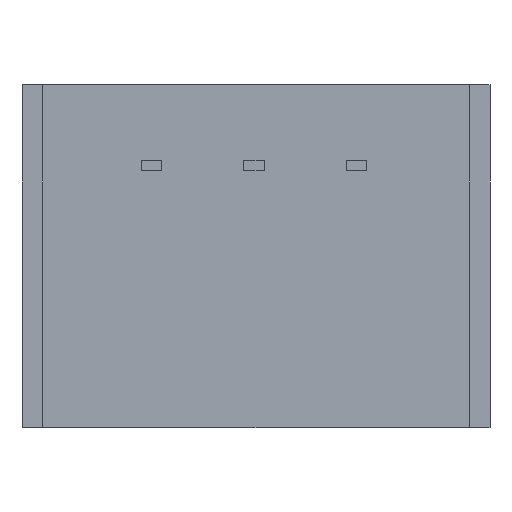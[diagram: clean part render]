
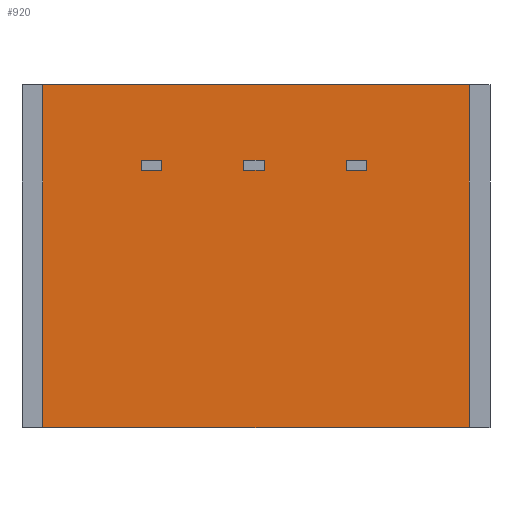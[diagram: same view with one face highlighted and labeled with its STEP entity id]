
A CAD part, front view. The second image highlights one B-rep face of the part: STEP entity #920.
In plain terms, the highlighted planar face has unit normal (0, -1, 0).
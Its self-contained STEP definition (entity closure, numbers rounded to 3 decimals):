
#2 = LINE ( 'NONE', #13319, #3149 ) ;
#6 = ORIENTED_EDGE ( 'NONE', *, *, #6559, .F. ) ;
#24 = VERTEX_POINT ( 'NONE', #11057 ) ;
#422 = EDGE_CURVE ( 'NONE', #16073, #12673, #16465, .T. ) ;
#448 = CARTESIAN_POINT ( 'NONE',  ( 0.51, 0.51, 0. ) ) ;
#476 = CARTESIAN_POINT ( 'NONE',  ( 2.96, 0.51, -1.875 ) ) ;
#478 = VECTOR ( 'NONE', #6150, 1000. ) ;
#499 = LINE ( 'NONE', #9411, #13875 ) ;
#608 = ORIENTED_EDGE ( 'NONE', *, *, #14406, .F. ) ;
#651 = EDGE_CURVE ( 'NONE', #1553, #4320, #2264, .T. ) ;
#780 = LINE ( 'NONE', #16928, #14369 ) ;
#920 = ADVANCED_FACE ( 'NONE', ( #14565, #11188, #17048, #14995 ), #11044, .T. ) ;
#1553 = VERTEX_POINT ( 'NONE', #448 ) ;
#1621 = VECTOR ( 'NONE', #3768, 1000. ) ;
#1648 = CARTESIAN_POINT ( 'NONE',  ( 0.51, 0.51, -8.5 ) ) ;
#1730 = LINE ( 'NONE', #10019, #8324 ) ;
#2026 = LINE ( 'NONE', #9636, #16033 ) ;
#2052 = VERTEX_POINT ( 'NONE', #8582 ) ;
#2264 = LINE ( 'NONE', #9915, #16244 ) ;
#2631 = CARTESIAN_POINT ( 'NONE',  ( 8.54, 0.51, -2.125 ) ) ;
#2666 = ORIENTED_EDGE ( 'NONE', *, *, #8061, .F. ) ;
#2680 = DIRECTION ( 'NONE',  ( 0., -1., 0. ) ) ;
#2851 = CARTESIAN_POINT ( 'NONE',  ( 6., 0.51, -2.125 ) ) ;
#2953 = VERTEX_POINT ( 'NONE', #1648 ) ;
#3149 = VECTOR ( 'NONE', #13134, 1000. ) ;
#3187 = ORIENTED_EDGE ( 'NONE', *, *, #651, .F. ) ;
#3191 = EDGE_CURVE ( 'NONE', #3662, #2052, #3574, .T. ) ;
#3246 = CARTESIAN_POINT ( 'NONE',  ( 5.5, 0.51, -2.125 ) ) ;
#3428 = VECTOR ( 'NONE', #7955, 1000. ) ;
#3574 = LINE ( 'NONE', #9441, #17523 ) ;
#3624 = VECTOR ( 'NONE', #14355, 1000. ) ;
#3662 = VERTEX_POINT ( 'NONE', #7359 ) ;
#3768 = DIRECTION ( 'NONE',  ( 0., 0., -1. ) ) ;
#3919 = LINE ( 'NONE', #4006, #8366 ) ;
#3968 = ORIENTED_EDGE ( 'NONE', *, *, #15755, .F. ) ;
#3975 = LINE ( 'NONE', #7732, #11804 ) ;
#4006 = CARTESIAN_POINT ( 'NONE',  ( 6., 0.51, -1.875 ) ) ;
#4011 = CARTESIAN_POINT ( 'NONE',  ( 8.04, 0.51, -2.125 ) ) ;
#4148 = CARTESIAN_POINT ( 'NONE',  ( 11.09, 0.51, 0. ) ) ;
#4223 = DIRECTION ( 'NONE',  ( 1., 0., 0. ) ) ;
#4320 = VERTEX_POINT ( 'NONE', #4148 ) ;
#4356 = DIRECTION ( 'NONE',  ( 1., 0., 0. ) ) ;
#4635 = ORIENTED_EDGE ( 'NONE', *, *, #15523, .F. ) ;
#4784 = CARTESIAN_POINT ( 'NONE',  ( 11.09, 0.51, -8.5 ) ) ;
#5004 = ORIENTED_EDGE ( 'NONE', *, *, #7793, .T. ) ;
#5107 = LINE ( 'NONE', #13095, #3624 ) ;
#5582 = DIRECTION ( 'NONE',  ( -1., 0., 0. ) ) ;
#5847 = ORIENTED_EDGE ( 'NONE', *, *, #3191, .F. ) ;
#5883 = ORIENTED_EDGE ( 'NONE', *, *, #8580, .F. ) ;
#6030 = ORIENTED_EDGE ( 'NONE', *, *, #9900, .F. ) ;
#6107 = LINE ( 'NONE', #2851, #14613 ) ;
#6150 = DIRECTION ( 'NONE',  ( 1., 0., 0. ) ) ;
#6417 = EDGE_LOOP ( 'NONE', ( #6, #2666, #12934, #5847 ) ) ;
#6499 = CARTESIAN_POINT ( 'NONE',  ( 0.51, 0.51, -8.5 ) ) ;
#6505 = EDGE_CURVE ( 'NONE', #12503, #16073, #3919, .T. ) ;
#6559 = EDGE_CURVE ( 'NONE', #13754, #3662, #499, .T. ) ;
#6673 = VERTEX_POINT ( 'NONE', #9978 ) ;
#6829 = DIRECTION ( 'NONE',  ( 0., 0., 1. ) ) ;
#6873 = ORIENTED_EDGE ( 'NONE', *, *, #14221, .F. ) ;
#7048 = ORIENTED_EDGE ( 'NONE', *, *, #6505, .F. ) ;
#7359 = CARTESIAN_POINT ( 'NONE',  ( 3.46, 0.51, -2.125 ) ) ;
#7364 = DIRECTION ( 'NONE',  ( 0., 0., 1. ) ) ;
#7416 = EDGE_LOOP ( 'NONE', ( #3187, #14339, #5004, #11687 ) ) ;
#7732 = CARTESIAN_POINT ( 'NONE',  ( 6., 0.51, -2.125 ) ) ;
#7793 = EDGE_CURVE ( 'NONE', #2953, #16211, #14499, .T. ) ;
#7932 = AXIS2_PLACEMENT_3D ( 'NONE', #8314, #2680, #4223 ) ;
#7955 = DIRECTION ( 'NONE',  ( 1., 0., 0. ) ) ;
#7994 = CARTESIAN_POINT ( 'NONE',  ( 8.54, 0.51, -1.875 ) ) ;
#8061 = EDGE_CURVE ( 'NONE', #12962, #13754, #1730, .T. ) ;
#8120 = DIRECTION ( 'NONE',  ( 0., 0., 1. ) ) ;
#8314 = CARTESIAN_POINT ( 'NONE',  ( 11.09, 0.51, -8.5 ) ) ;
#8324 = VECTOR ( 'NONE', #16900, 1000. ) ;
#8366 = VECTOR ( 'NONE', #13553, 1000. ) ;
#8476 = CARTESIAN_POINT ( 'NONE',  ( 8.54, 0.51, -2.125 ) ) ;
#8580 = EDGE_CURVE ( 'NONE', #24, #12550, #15720, .T. ) ;
#8582 = CARTESIAN_POINT ( 'NONE',  ( 3.46, 0.51, -1.875 ) ) ;
#8680 = DIRECTION ( 'NONE',  ( 1., 0., 0. ) ) ;
#8991 = CARTESIAN_POINT ( 'NONE',  ( 11.09, 0.51, -8.5 ) ) ;
#9411 = CARTESIAN_POINT ( 'NONE',  ( 3.46, 0.51, -2.125 ) ) ;
#9441 = CARTESIAN_POINT ( 'NONE',  ( 3.46, 0.51, -2.125 ) ) ;
#9636 = CARTESIAN_POINT ( 'NONE',  ( 3.46, 0.51, -1.875 ) ) ;
#9798 = CARTESIAN_POINT ( 'NONE',  ( 6., 0.51, -2.125 ) ) ;
#9900 = EDGE_CURVE ( 'NONE', #15203, #6673, #5107, .T. ) ;
#9915 = CARTESIAN_POINT ( 'NONE',  ( 11.09, 0.51, 0. ) ) ;
#9978 = CARTESIAN_POINT ( 'NONE',  ( 8.04, 0.51, -1.875 ) ) ;
#10019 = CARTESIAN_POINT ( 'NONE',  ( 2.96, 0.51, -2.125 ) ) ;
#10716 = ORIENTED_EDGE ( 'NONE', *, *, #422, .F. ) ;
#10721 = DIRECTION ( 'NONE',  ( 0., 0., -1. ) ) ;
#10777 = DIRECTION ( 'NONE',  ( 1., 0., 0. ) ) ;
#11044 = PLANE ( 'NONE',  #7932 ) ;
#11057 = CARTESIAN_POINT ( 'NONE',  ( 8.04, 0.51, -2.125 ) ) ;
#11060 = VERTEX_POINT ( 'NONE', #9798 ) ;
#11188 = FACE_BOUND ( 'NONE', #6417, .T. ) ;
#11687 = ORIENTED_EDGE ( 'NONE', *, *, #12018, .T. ) ;
#11804 = VECTOR ( 'NONE', #4356, 1000. ) ;
#12018 = EDGE_CURVE ( 'NONE', #16211, #4320, #2, .T. ) ;
#12167 = CARTESIAN_POINT ( 'NONE',  ( 6., 0.51, -1.875 ) ) ;
#12334 = EDGE_LOOP ( 'NONE', ( #608, #6030, #3968, #5883 ) ) ;
#12404 = CARTESIAN_POINT ( 'NONE',  ( 5.5, 0.51, -1.875 ) ) ;
#12503 = VERTEX_POINT ( 'NONE', #12167 ) ;
#12550 = VERTEX_POINT ( 'NONE', #8476 ) ;
#12673 = VERTEX_POINT ( 'NONE', #16950 ) ;
#12934 = ORIENTED_EDGE ( 'NONE', *, *, #16075, .F. ) ;
#12962 = VERTEX_POINT ( 'NONE', #476 ) ;
#13095 = CARTESIAN_POINT ( 'NONE',  ( 8.54, 0.51, -1.875 ) ) ;
#13134 = DIRECTION ( 'NONE',  ( 0., 0., 1. ) ) ;
#13319 = CARTESIAN_POINT ( 'NONE',  ( 11.09, 0.51, -8.5 ) ) ;
#13553 = DIRECTION ( 'NONE',  ( -1., 0., 0. ) ) ;
#13754 = VERTEX_POINT ( 'NONE', #16212 ) ;
#13875 = VECTOR ( 'NONE', #10777, 1000. ) ;
#13879 = EDGE_CURVE ( 'NONE', #2953, #1553, #15658, .T. ) ;
#14221 = EDGE_CURVE ( 'NONE', #11060, #12503, #6107, .T. ) ;
#14339 = ORIENTED_EDGE ( 'NONE', *, *, #13879, .F. ) ;
#14355 = DIRECTION ( 'NONE',  ( -1., 0., 0. ) ) ;
#14369 = VECTOR ( 'NONE', #7364, 1000. ) ;
#14406 = EDGE_CURVE ( 'NONE', #6673, #24, #15642, .T. ) ;
#14499 = LINE ( 'NONE', #4784, #478 ) ;
#14565 = FACE_OUTER_BOUND ( 'NONE', #7416, .T. ) ;
#14613 = VECTOR ( 'NONE', #6829, 1000. ) ;
#14995 = FACE_BOUND ( 'NONE', #12334, .T. ) ;
#15203 = VERTEX_POINT ( 'NONE', #7994 ) ;
#15523 = EDGE_CURVE ( 'NONE', #12673, #11060, #3975, .T. ) ;
#15642 = LINE ( 'NONE', #4011, #16875 ) ;
#15658 = LINE ( 'NONE', #6499, #17524 ) ;
#15720 = LINE ( 'NONE', #2631, #3428 ) ;
#15755 = EDGE_CURVE ( 'NONE', #12550, #15203, #780, .T. ) ;
#16033 = VECTOR ( 'NONE', #5582, 1000. ) ;
#16073 = VERTEX_POINT ( 'NONE', #12404 ) ;
#16075 = EDGE_CURVE ( 'NONE', #2052, #12962, #2026, .T. ) ;
#16192 = EDGE_LOOP ( 'NONE', ( #10716, #7048, #6873, #4635 ) ) ;
#16211 = VERTEX_POINT ( 'NONE', #8991 ) ;
#16212 = CARTESIAN_POINT ( 'NONE',  ( 2.96, 0.51, -2.125 ) ) ;
#16244 = VECTOR ( 'NONE', #8680, 1000. ) ;
#16465 = LINE ( 'NONE', #3246, #1621 ) ;
#16875 = VECTOR ( 'NONE', #10721, 1000. ) ;
#16900 = DIRECTION ( 'NONE',  ( 0., 0., -1. ) ) ;
#16928 = CARTESIAN_POINT ( 'NONE',  ( 8.54, 0.51, -2.125 ) ) ;
#16950 = CARTESIAN_POINT ( 'NONE',  ( 5.5, 0.51, -2.125 ) ) ;
#17048 = FACE_BOUND ( 'NONE', #16192, .T. ) ;
#17294 = DIRECTION ( 'NONE',  ( 0., 0., 1. ) ) ;
#17523 = VECTOR ( 'NONE', #8120, 1000. ) ;
#17524 = VECTOR ( 'NONE', #17294, 1000. ) ;
